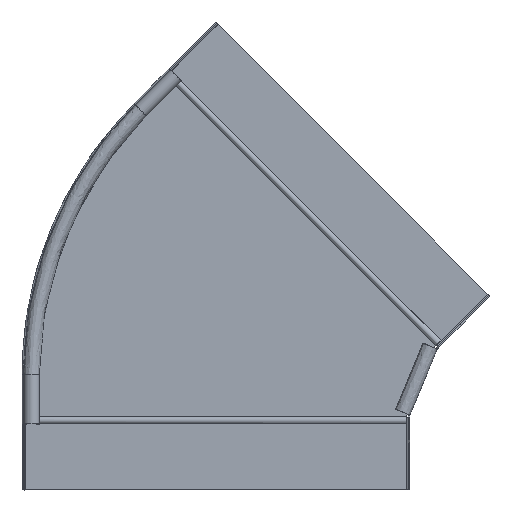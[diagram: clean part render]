
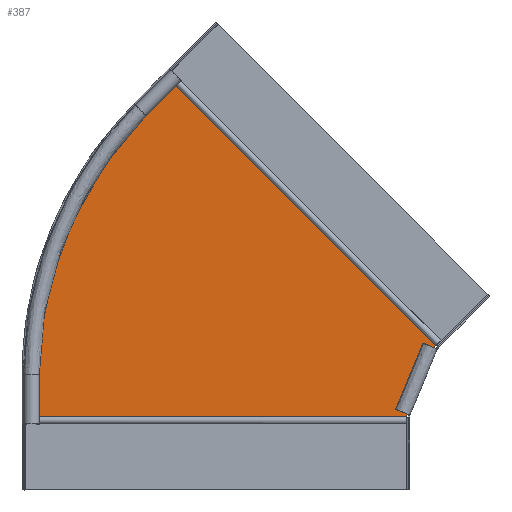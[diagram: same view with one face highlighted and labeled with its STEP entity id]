
A CAD part, top view. The second image highlights one B-rep face of the part: STEP entity #387.
In plain terms, the highlighted planar face has unit normal (0, 0, 1).
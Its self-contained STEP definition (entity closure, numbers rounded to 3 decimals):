
#387=ADVANCED_FACE('',(#792),#6071,.T.);
#792=FACE_OUTER_BOUND('',#1197,.T.);
#1197=EDGE_LOOP('',(#3045,#3046,#3047,#3048,#3049,#3050,#3051,#3052));
#3045=ORIENTED_EDGE('',*,*,#4056,.F.);
#3046=ORIENTED_EDGE('',*,*,#4065,.T.);
#3047=ORIENTED_EDGE('',*,*,#4099,.F.);
#3048=ORIENTED_EDGE('',*,*,#4104,.F.);
#3049=ORIENTED_EDGE('',*,*,#4069,.F.);
#3050=ORIENTED_EDGE('',*,*,#4068,.F.);
#3051=ORIENTED_EDGE('',*,*,#4067,.F.);
#3052=ORIENTED_EDGE('',*,*,#4071,.F.);
#4056=EDGE_CURVE('',#5666,#5665,#5045,.T.);
#4065=EDGE_CURVE('',#5666,#5673,#5049,.T.);
#4067=EDGE_CURVE('',#5674,#5675,#5050,.T.);
#4068=EDGE_CURVE('',#5675,#5676,#5051,.T.);
#4069=EDGE_CURVE('',#5676,#5677,#5052,.T.);
#4071=EDGE_CURVE('',#5665,#5674,#5054,.T.);
#4099=EDGE_CURVE('',#5678,#5673,#5074,.T.);
#4104=EDGE_CURVE('',#5677,#5678,#4254,.T.);
#4254=(
BOUNDED_CURVE()
B_SPLINE_CURVE(2,(#15819,#15820,#15821),.UNSPECIFIED.,.F.,.F.)
B_SPLINE_CURVE_WITH_KNOTS((3,3),(-233.263,0.),.UNSPECIFIED.)
CURVE()
GEOMETRIC_REPRESENTATION_ITEM()
RATIONAL_B_SPLINE_CURVE((1.,0.924,1.))
REPRESENTATION_ITEM('')
);
#5045=B_SPLINE_CURVE_WITH_KNOTS('',1,(#15697,#15698),.UNSPECIFIED.,.F.,
 .F.,(2,2),(-1.157,0.),.UNSPECIFIED.);
#5049=B_SPLINE_CURVE_WITH_KNOTS('',1,(#15728,#15729),.UNSPECIFIED.,.F.,
 .F.,(2,2),(0.,298.5),.UNSPECIFIED.);
#5050=B_SPLINE_CURVE_WITH_KNOTS('',1,(#15733,#15734),.UNSPECIFIED.,.F.,
 .F.,(2,2),(0.,1.157),.UNSPECIFIED.);
#5051=B_SPLINE_CURVE_WITH_KNOTS('',1,(#15735,#15736),.UNSPECIFIED.,.F.,
 .F.,(2,2),(0.,298.5),.UNSPECIFIED.);
#5052=B_SPLINE_CURVE_WITH_KNOTS('',1,(#15737,#15738),.UNSPECIFIED.,.F.,
 .F.,(2,2),(0.,33.072),.UNSPECIFIED.);
#5054=B_SPLINE_CURVE_WITH_KNOTS('',1,(#15741,#15742),.UNSPECIFIED.,.F.,
 .F.,(2,2),(-57.822,0.),.UNSPECIFIED.);
#5074=B_SPLINE_CURVE_WITH_KNOTS('',1,(#15809,#15810),.UNSPECIFIED.,.F.,
 .F.,(2,2),(-33.072,0.),.UNSPECIFIED.);
#5665=VERTEX_POINT('',#15629);
#5666=VERTEX_POINT('',#15630);
#5673=VERTEX_POINT('',#15637);
#5674=VERTEX_POINT('',#15638);
#5675=VERTEX_POINT('',#15639);
#5676=VERTEX_POINT('',#15640);
#5677=VERTEX_POINT('',#15641);
#5678=VERTEX_POINT('',#15642);
#6071=PLANE('',#6345);
#6345=AXIS2_PLACEMENT_3D('',#15463,#6584,$);
#6584=DIRECTION('',(0.,0.,1.));
#15463=CARTESIAN_POINT('',(204.957,30.065,1.25));
#15629=CARTESIAN_POINT('',(171.378,111.906,1.25));
#15630=CARTESIAN_POINT('',(172.196,112.724,1.25));
#15637=CARTESIAN_POINT('',(-38.876,323.795,1.25));
#15638=CARTESIAN_POINT('',(149.25,58.485,1.25));
#15639=CARTESIAN_POINT('',(149.25,57.328,1.25));
#15640=CARTESIAN_POINT('',(-149.25,57.328,1.25));
#15641=CARTESIAN_POINT('',(-149.25,90.4,1.25));
#15642=CARTESIAN_POINT('',(-62.261,300.41,1.25));
#15697=CARTESIAN_POINT('',(172.196,112.724,1.25));
#15698=CARTESIAN_POINT('',(171.378,111.906,1.25));
#15728=CARTESIAN_POINT('',(172.196,112.724,1.25));
#15729=CARTESIAN_POINT('',(-38.876,323.795,1.25));
#15733=CARTESIAN_POINT('',(149.25,58.485,1.25));
#15734=CARTESIAN_POINT('',(149.25,57.328,1.25));
#15735=CARTESIAN_POINT('',(149.25,57.328,1.25));
#15736=CARTESIAN_POINT('',(-149.25,57.328,1.25));
#15737=CARTESIAN_POINT('',(-149.25,57.328,1.25));
#15738=CARTESIAN_POINT('',(-149.25,90.4,1.25));
#15741=CARTESIAN_POINT('',(171.378,111.906,1.25));
#15742=CARTESIAN_POINT('',(149.25,58.485,1.25));
#15809=CARTESIAN_POINT('',(-62.261,300.41,1.25));
#15810=CARTESIAN_POINT('',(-38.876,323.795,1.25));
#15819=CARTESIAN_POINT('',(-149.25,90.4,1.25));
#15820=CARTESIAN_POINT('',(-149.25,213.421,1.25));
#15821=CARTESIAN_POINT('',(-62.261,300.41,1.25));
